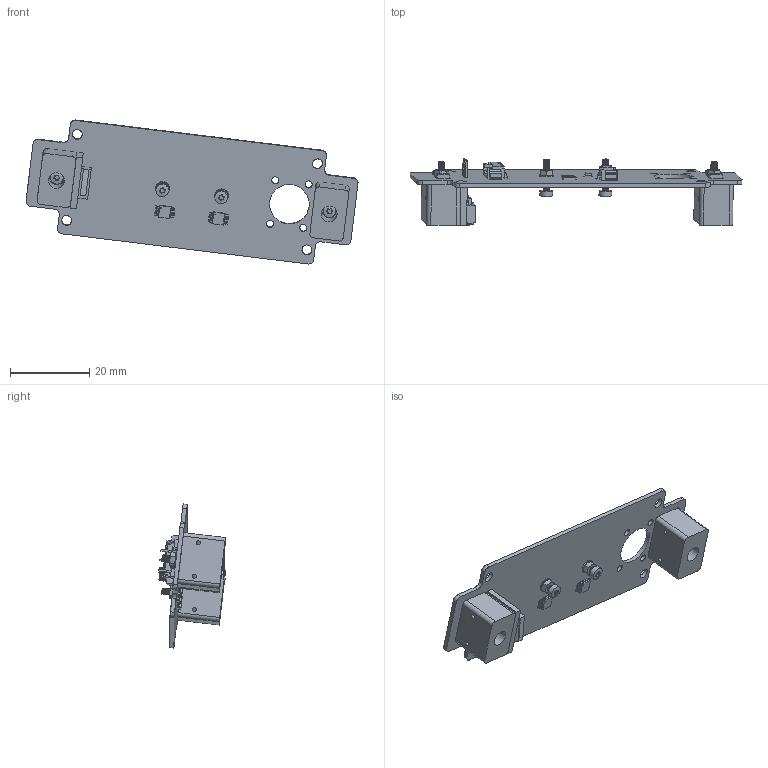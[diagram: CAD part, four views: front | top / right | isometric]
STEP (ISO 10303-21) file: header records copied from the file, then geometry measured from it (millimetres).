
FILE_DESCRIPTION(/* description */ (''),/* implementation_level */ '2;1');
FILE_NAME(/* name */ 'Placa B2 v2_tht.stp',/* time_stamp */ '2020-09-02T14:22:12-04:00',/* author */ ('javic'),/* organization */ (''),/* preprocessor_version */ 'ST-DEVELOPER v18.1',/* originating_system */ 'Autodesk Inventor 2020',/* authorisation */ '');
FILE_SCHEMA (('AUTOMOTIVE_DESIGN { 1 0 10303 214 3 1 1 }'));
Length unit declared in the file: millimetre
Products named in the file (16): Placa B2 con componentes y soporte 2.0; Interstage B2; Mosfet PMV16XNR; Picoblade 2; Picoblade 6; Resistencia 330 Ohm ERA-8APB1581V-; Sensor MCP9808T; Switch AV4524; Placa Cobre; Switch AV4524_1; Conector 3 pines; Soporte v2; Soporte placa 2.0; Tornillo M1.6 8 mm; Golilla M1.6  ; Tuerca M1.6_2
Assembly tree (31 placements, depth 3):
  Placa B2 con componentes y soporte 2.0
    Interstage B2
    Mosfet PMV16XNR
    Golilla M1.6    x6
    Tuerca M1.6_2  x6
    Soporte v2  x2
      Soporte placa 2.0
      Golilla M1.6  
      Tornillo M1.6 8 mm
    Tornillo M1.6 8 mm  x2
    Picoblade 2
    Picoblade 6
    Resistencia 330 Ohm ERA-8APB1581V-  x2
    Sensor MCP9808T  x2
    Switch AV4524
      Placa Cobre
      Switch AV4524_1
      Conector 3 pines
Bounding box: 83.66 x 16.83 x 36.32 mm (x, y, z)
Volume: 4779.1 mm3; surface area: 8153.2 mm2
Topology: 63 solids, 64 shells, 1658 faces, 4434 edges, 2971 vertices
Faces by surface type: plane 1072, cylinder 458, cone 72, torus 32, bspline 20, sphere 4
Full cylindrical faces by diameter (mm): 0.15 x2, 0.163 x1, 0.8 x3, 1 x6, 1.139 x88, 1.538 x92, 1.6 x24, 1.7 x8, 1.8 x10, 2.5 x4, 3.2 x4, 3.5 x8, 4 x2, 10 x1
Entity records: 43294 total; most frequent: CARTESIAN_POINT 15748, ORIENTED_EDGE 5686, DIRECTION 5225, EDGE_CURVE 2848, LINE 2385, VECTOR 2385, VERTEX_POINT 1862, AXIS2_PLACEMENT_3D 1420
